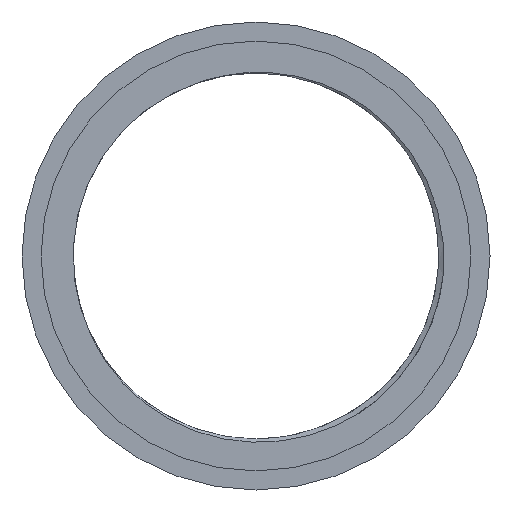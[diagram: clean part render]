
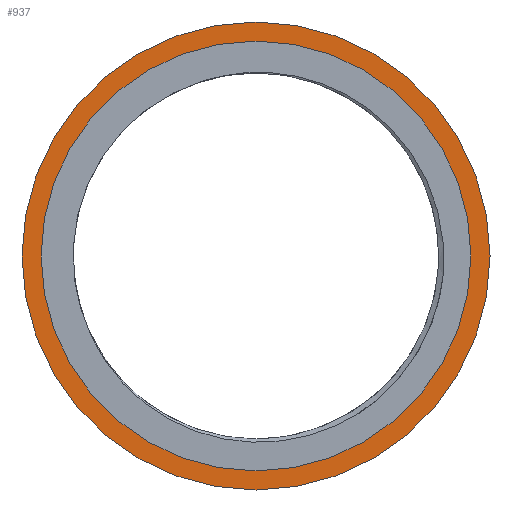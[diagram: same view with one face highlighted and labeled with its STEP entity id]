
A CAD part, front view. The second image highlights one B-rep face of the part: STEP entity #937.
In plain terms, the highlighted planar face has unit normal (0, -1, 0).
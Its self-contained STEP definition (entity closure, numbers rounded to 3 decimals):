
#48 = VERTEX_POINT ( 'NONE', #447 ) ;
#120 = CARTESIAN_POINT ( 'NONE',  ( 0., 0.5, 0. ) ) ;
#201 = CARTESIAN_POINT ( 'NONE',  ( 0., 0.5, 0. ) ) ;
#245 = AXIS2_PLACEMENT_3D ( 'NONE', #201, #2107, #3121 ) ;
#267 = DIRECTION ( 'NONE',  ( 0., 0., -1. ) ) ;
#326 = VERTEX_POINT ( 'NONE', #1269 ) ;
#447 = CARTESIAN_POINT ( 'NONE',  ( 0., 0.5, 24.5 ) ) ;
#627 = VERTEX_POINT ( 'NONE', #3211 ) ;
#628 = CIRCLE ( 'NONE', #3254, 22.5 ) ;
#679 = ORIENTED_EDGE ( 'NONE', *, *, #2500, .T. ) ;
#696 = EDGE_LOOP ( 'NONE', ( #1761, #679 ) ) ;
#708 = CARTESIAN_POINT ( 'NONE',  ( 0., 0.5, 0. ) ) ;
#916 = ORIENTED_EDGE ( 'NONE', *, *, #2241, .F. ) ;
#937 = ADVANCED_FACE ( 'NONE', ( #2598, #1842 ), #2879, .T. ) ;
#955 = DIRECTION ( 'NONE',  ( 0., 0., -1. ) ) ;
#961 = AXIS2_PLACEMENT_3D ( 'NONE', #120, #1678, #2538 ) ;
#1130 = VERTEX_POINT ( 'NONE', #3115 ) ;
#1269 = CARTESIAN_POINT ( 'NONE',  ( 0., 0.5, -22.5 ) ) ;
#1499 = CARTESIAN_POINT ( 'NONE',  ( 0., 0.5, 0. ) ) ;
#1517 = EDGE_CURVE ( 'NONE', #1130, #48, #2702, .T. ) ;
#1626 = DIRECTION ( 'NONE',  ( 0., -1., 0. ) ) ;
#1631 = CIRCLE ( 'NONE', #1856, 24.5 ) ;
#1678 = DIRECTION ( 'NONE',  ( 0., -1., 0. ) ) ;
#1761 = ORIENTED_EDGE ( 'NONE', *, *, #1517, .T. ) ;
#1842 = FACE_OUTER_BOUND ( 'NONE', #696, .T. ) ;
#1856 = AXIS2_PLACEMENT_3D ( 'NONE', #2188, #1626, #267 ) ;
#1941 = ORIENTED_EDGE ( 'NONE', *, *, #2802, .F. ) ;
#2004 = DIRECTION ( 'NONE',  ( 0., -1., 0. ) ) ;
#2022 = CIRCLE ( 'NONE', #961, 22.5 ) ;
#2045 = EDGE_LOOP ( 'NONE', ( #1941, #916 ) ) ;
#2107 = DIRECTION ( 'NONE',  ( 0., -1., 0. ) ) ;
#2122 = DIRECTION ( 'NONE',  ( 0., 0., -1. ) ) ;
#2171 = DIRECTION ( 'NONE',  ( 0., -1., 0. ) ) ;
#2188 = CARTESIAN_POINT ( 'NONE',  ( 0., 0.5, 0. ) ) ;
#2241 = EDGE_CURVE ( 'NONE', #627, #326, #628, .T. ) ;
#2500 = EDGE_CURVE ( 'NONE', #48, #1130, #1631, .T. ) ;
#2538 = DIRECTION ( 'NONE',  ( 0., 0., -1. ) ) ;
#2598 = FACE_BOUND ( 'NONE', #2045, .T. ) ;
#2702 = CIRCLE ( 'NONE', #3150, 24.5 ) ;
#2802 = EDGE_CURVE ( 'NONE', #326, #627, #2022, .T. ) ;
#2879 = PLANE ( 'NONE',  #245 ) ;
#3115 = CARTESIAN_POINT ( 'NONE',  ( 0., 0.5, -24.5 ) ) ;
#3121 = DIRECTION ( 'NONE',  ( 0., 0., -1. ) ) ;
#3150 = AXIS2_PLACEMENT_3D ( 'NONE', #1499, #2004, #955 ) ;
#3211 = CARTESIAN_POINT ( 'NONE',  ( 0., 0.5, 22.5 ) ) ;
#3254 = AXIS2_PLACEMENT_3D ( 'NONE', #708, #2171, #2122 ) ;
